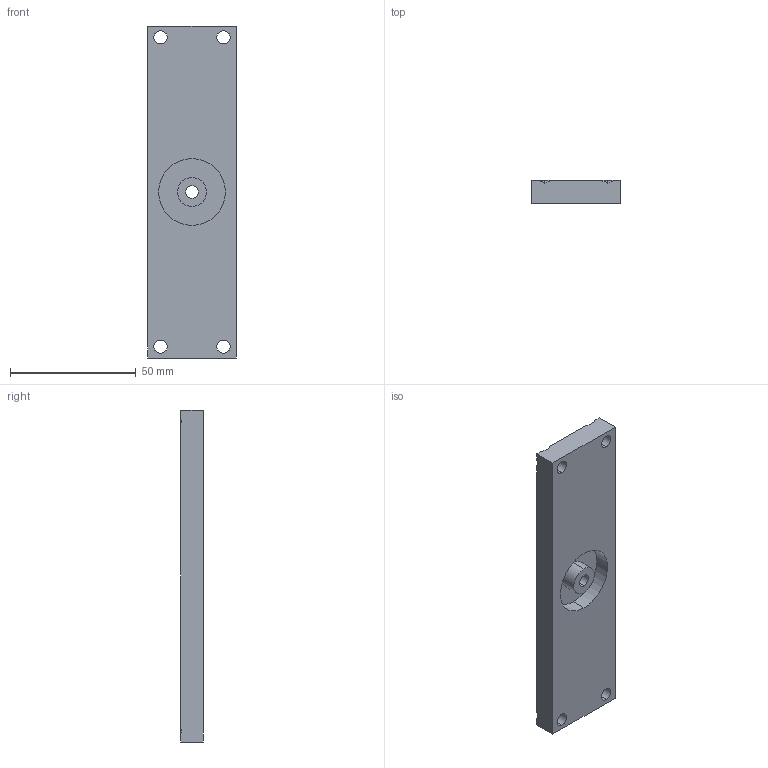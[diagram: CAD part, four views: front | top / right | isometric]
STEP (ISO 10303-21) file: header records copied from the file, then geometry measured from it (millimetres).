
FILE_DESCRIPTION (( 'STEP AP214' ), '1' );
FILE_NAME ('ALTI2-USI-014-A-TRAVERSE-SUPPORT-RF.STEP', '2021-12-22T15:46:13', ( '' ), ( '' ), 'SwSTEP 2.0', 'SolidWorks 2021', '' );
FILE_SCHEMA (( 'AUTOMOTIVE_DESIGN' ));
Length unit declared in the file: millimetre
Products named in the file (1): ALTI2-USI-014-A-TRAVERSE-SUPPORT-RF
Bounding box: 35 x 9 x 132 mm (x, y, z)
Volume: 37639.9 mm3; surface area: 13405.8 mm2
Topology: 1 solids, 1 shells, 34 faces, 94 edges, 60 vertices
Faces by surface type: cylinder 14, plane 12, cone 8
Entity records: 1204 total; most frequent: CARTESIAN_POINT 269, DIRECTION 192, ORIENTED_EDGE 188, EDGE_CURVE 94, AXIS2_PLACEMENT_3D 75, VERTEX_POINT 60, LINE 42, EDGE_LOOP 42
